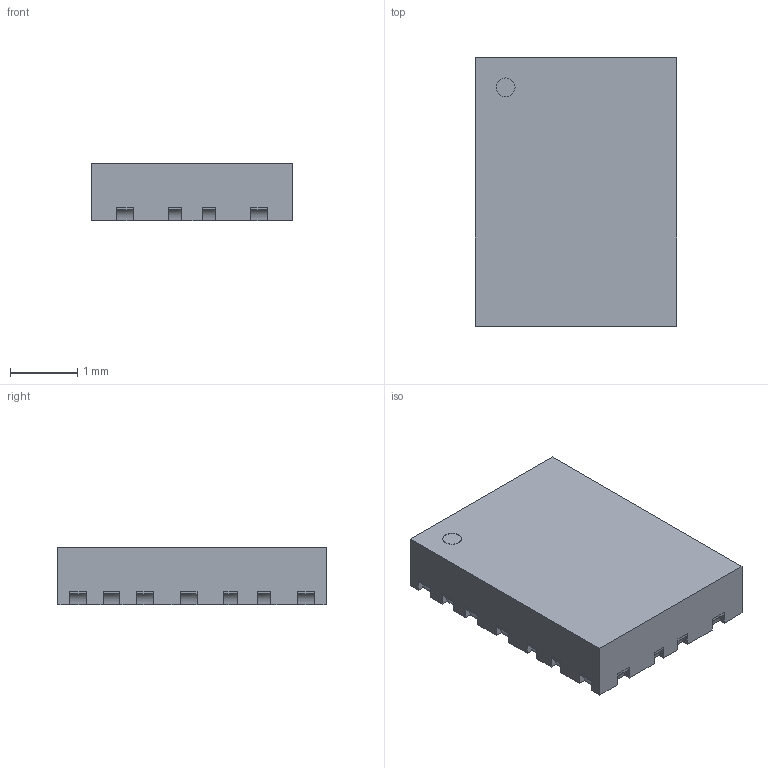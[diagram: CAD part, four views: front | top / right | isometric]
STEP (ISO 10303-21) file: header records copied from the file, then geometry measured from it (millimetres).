
FILE_DESCRIPTION (( 'STEP AP214' ), '1' );
FILE_NAME ('錨璃1.STEP', '2021-06-21T02:30:41', ( '' ), ( '' ), 'SwSTEP 2.0', 'SolidWorks 2017', '' );
FILE_SCHEMA (( 'AUTOMOTIVE_DESIGN' ));
Length unit declared in the file: millimetre
Products named in the file (1): 錨璃1
Bounding box: 3 x 4 x 0.85 mm (x, y, z)
Volume: 10.1 mm3; surface area: 67.8 mm2
Topology: 17 solids, 17 shells, 882 faces, 2509 edges, 1662 vertices
Faces by surface type: plane 623, cylinder 236, bspline 23
Entity records: 28974 total; most frequent: CARTESIAN_POINT 5457, ORIENTED_EDGE 5018, DIRECTION 4691, EDGE_CURVE 2509, LINE 1947, VECTOR 1947, VERTEX_POINT 1662, AXIS2_PLACEMENT_3D 1372
